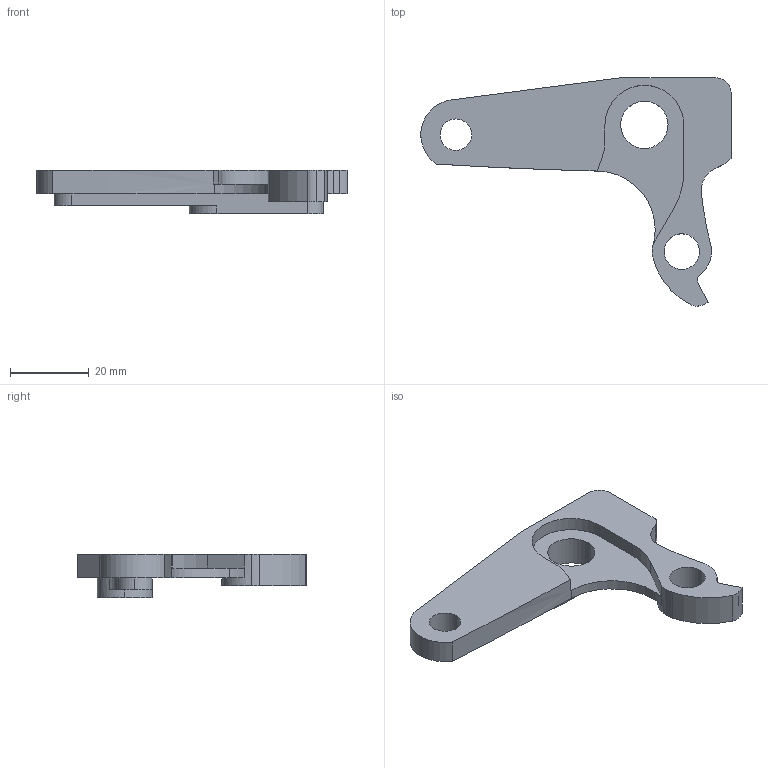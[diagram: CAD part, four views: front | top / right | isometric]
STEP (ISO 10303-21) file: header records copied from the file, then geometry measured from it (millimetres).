
FILE_DESCRIPTION (( 'STEP AP214' ), '1' );
FILE_NAME ('DR4068.STEP', '2020-09-11T19:58:50', ( '' ), ( '' ), 'SwSTEP 2.0', 'SolidWorks 2020', '' );
FILE_SCHEMA (( 'AUTOMOTIVE_DESIGN' ));
Length unit declared in the file: inch
Products named in the file (1): DR4068
Bounding box: 78.67 x 57.91 x 11 mm (x, y, z)
Volume: 12063.5 mm3; surface area: 7017.1 mm2
Topology: 1 solids, 1 shells, 62 faces, 173 edges, 115 vertices
Faces by surface type: cylinder 35, plane 27
Entity records: 2075 total; most frequent: DIRECTION 373, CARTESIAN_POINT 351, ORIENTED_EDGE 346, EDGE_CURVE 173, AXIS2_PLACEMENT_3D 137, VERTEX_POINT 115, LINE 99, VECTOR 99
